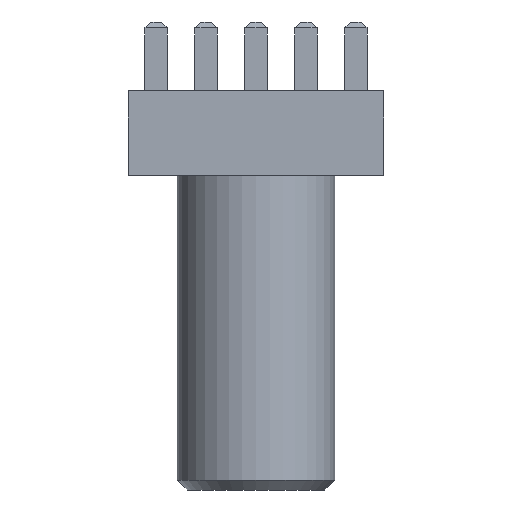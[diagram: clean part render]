
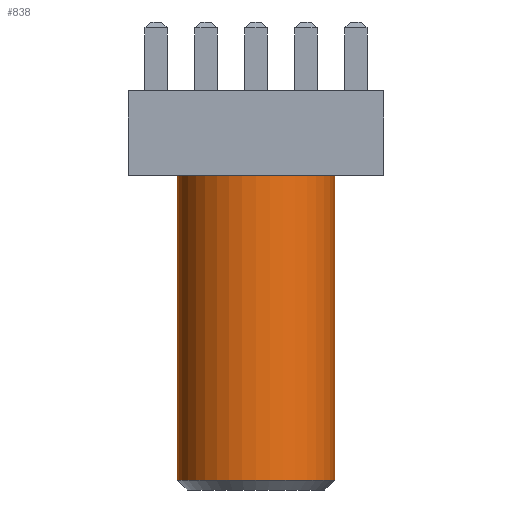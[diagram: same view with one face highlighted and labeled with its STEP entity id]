
A CAD part, front view. The second image highlights one B-rep face of the part: STEP entity #838.
In plain terms, the highlighted cylindrical face has radius 4 mm (diameter 8 mm), a partial arc.
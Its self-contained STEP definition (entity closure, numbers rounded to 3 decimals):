
#838 = ADVANCED_FACE ( 'NONE', ( #3166 ), #3168, .T. ) ;
#875 = CARTESIAN_POINT ( 'NONE',  ( 0., 0., 0. ) ) ;
#876 = DIRECTION ( 'NONE',  ( 0., 0., -1. ) ) ;
#877 = DIRECTION ( 'NONE',  ( -1., 0., 0. ) ) ;
#890 = CARTESIAN_POINT ( 'NONE',  ( 0., 0., -15.5 ) ) ;
#891 = DIRECTION ( 'NONE',  ( 0., 0., 1. ) ) ;
#892 = DIRECTION ( 'NONE',  ( -1., 0., 0. ) ) ;
#1263 = LINE ( 'NONE', #1279, #2130 ) ;
#1270 = LINE ( 'NONE', #1271, #2129 ) ;
#1271 = CARTESIAN_POINT ( 'NONE',  ( -4., 0., -16. ) ) ;
#1272 = DIRECTION ( 'NONE',  ( 0., 0., 1. ) ) ;
#1279 = CARTESIAN_POINT ( 'NONE',  ( 4., 0., -16. ) ) ;
#1280 = DIRECTION ( 'NONE',  ( 0., 0., 1. ) ) ;
#1302 = EDGE_CURVE ( 'NONE', #2660, #2663, #1270, .T. ) ;
#1309 = EDGE_CURVE ( 'NONE', #2677, #2655, #1263, .T. ) ;
#2089 = AXIS2_PLACEMENT_3D ( 'NONE', #3167, #3162, #3169 ) ;
#2129 = VECTOR ( 'NONE', #1272, 1000. ) ;
#2130 = VECTOR ( 'NONE', #1280, 1000. ) ;
#2655 = VERTEX_POINT ( 'NONE', #5477 ) ;
#2660 = VERTEX_POINT ( 'NONE', #5480 ) ;
#2663 = VERTEX_POINT ( 'NONE', #5482 ) ;
#2677 = VERTEX_POINT ( 'NONE', #5496 ) ;
#2796 = CIRCLE ( 'NONE', #2799, 4. ) ;
#2799 = AXIS2_PLACEMENT_3D ( 'NONE', #875, #876, #877 ) ;
#2803 = CIRCLE ( 'NONE', #2805, 4. ) ;
#2805 = AXIS2_PLACEMENT_3D ( 'NONE', #890, #891, #892 ) ;
#3162 = DIRECTION ( 'NONE',  ( 0., 0., 1. ) ) ;
#3166 = FACE_OUTER_BOUND ( 'NONE', #4043, .T. ) ;
#3167 = CARTESIAN_POINT ( 'NONE',  ( 0., 0., -16. ) ) ;
#3168 = CYLINDRICAL_SURFACE ( 'NONE', #2089, 4. ) ;
#3169 = DIRECTION ( 'NONE',  ( 1., 0., 0. ) ) ;
#4043 = EDGE_LOOP ( 'NONE', ( #4902, #4903, #4904, #4905 ) ) ;
#4902 = ORIENTED_EDGE ( 'NONE', *, *, #1302, .F. ) ;
#4903 = ORIENTED_EDGE ( 'NONE', *, *, #5355, .T. ) ;
#4904 = ORIENTED_EDGE ( 'NONE', *, *, #1309, .T. ) ;
#4905 = ORIENTED_EDGE ( 'NONE', *, *, #5350, .T. ) ;
#5350 = EDGE_CURVE ( 'NONE', #2655, #2663, #2796, .T. ) ;
#5355 = EDGE_CURVE ( 'NONE', #2660, #2677, #2803, .T. ) ;
#5477 = CARTESIAN_POINT ( 'NONE',  ( 4., 0., 0. ) ) ;
#5480 = CARTESIAN_POINT ( 'NONE',  ( -4., 0., -15.5 ) ) ;
#5482 = CARTESIAN_POINT ( 'NONE',  ( -4., 0., 0. ) ) ;
#5496 = CARTESIAN_POINT ( 'NONE',  ( 4., 0., -15.5 ) ) ;
